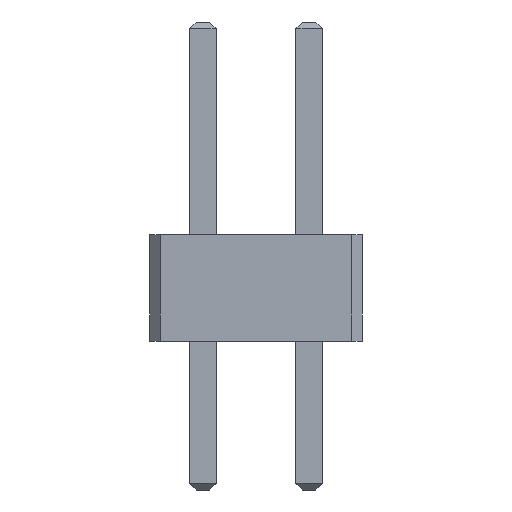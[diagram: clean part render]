
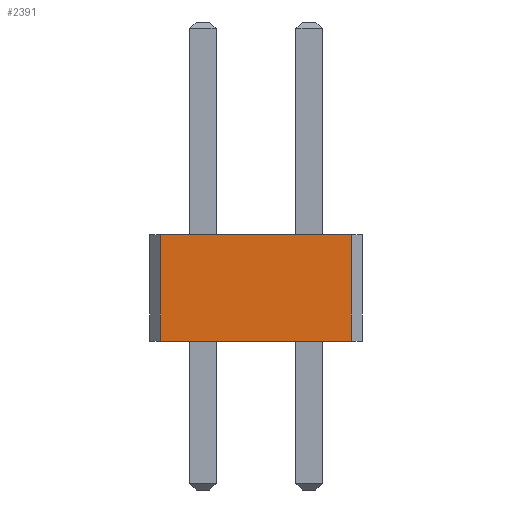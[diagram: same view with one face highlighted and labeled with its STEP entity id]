
A CAD part, front view. The second image highlights one B-rep face of the part: STEP entity #2391.
In plain terms, the highlighted planar face has unit normal (0, -1, 0).
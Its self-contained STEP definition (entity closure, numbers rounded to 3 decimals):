
#239 = VERTEX_POINT('',#240);
#240 = CARTESIAN_POINT('',(2.8,-13.,0.));
#246 = EDGE_CURVE('',#247,#239,#249,.T.);
#247 = VERTEX_POINT('',#248);
#248 = CARTESIAN_POINT('',(-0.8,-13.,0.));
#249 = LINE('',#250,#251);
#250 = CARTESIAN_POINT('',(-1.,-13.,0.));
#251 = VECTOR('',#252,1.);
#252 = DIRECTION('',(1.,0.,0.));
#1091 = VERTEX_POINT('',#1092);
#1092 = CARTESIAN_POINT('',(-0.8,-13.,2.));
#1098 = EDGE_CURVE('',#1091,#1099,#1101,.T.);
#1099 = VERTEX_POINT('',#1100);
#1100 = CARTESIAN_POINT('',(2.8,-13.,2.));
#1101 = LINE('',#1102,#1103);
#1102 = CARTESIAN_POINT('',(-1.,-13.,2.));
#1103 = VECTOR('',#1104,1.);
#1104 = DIRECTION('',(1.,0.,0.));
#2381 = EDGE_CURVE('',#247,#1091,#2382,.T.);
#2382 = LINE('',#2383,#2384);
#2383 = CARTESIAN_POINT('',(-0.8,-13.,0.));
#2384 = VECTOR('',#2385,1.);
#2385 = DIRECTION('',(0.,0.,1.));
#2391 = ADVANCED_FACE('',(#2392),#2403,.F.);
#2392 = FACE_BOUND('',#2393,.F.);
#2393 = EDGE_LOOP('',(#2394,#2395,#2396,#2397));
#2394 = ORIENTED_EDGE('',*,*,#246,.F.);
#2395 = ORIENTED_EDGE('',*,*,#2381,.T.);
#2396 = ORIENTED_EDGE('',*,*,#1098,.T.);
#2397 = ORIENTED_EDGE('',*,*,#2398,.F.);
#2398 = EDGE_CURVE('',#239,#1099,#2399,.T.);
#2399 = LINE('',#2400,#2401);
#2400 = CARTESIAN_POINT('',(2.8,-13.,0.));
#2401 = VECTOR('',#2402,1.);
#2402 = DIRECTION('',(0.,0.,1.));
#2403 = PLANE('',#2404);
#2404 = AXIS2_PLACEMENT_3D('',#2405,#2406,#2407);
#2405 = CARTESIAN_POINT('',(-1.,-13.,0.));
#2406 = DIRECTION('',(0.,1.,0.));
#2407 = DIRECTION('',(1.,0.,0.));
